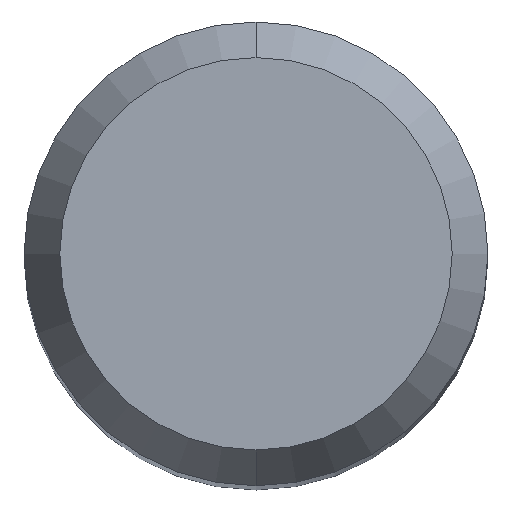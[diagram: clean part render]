
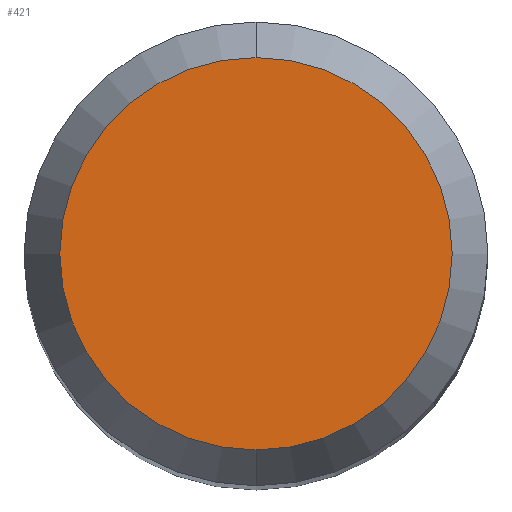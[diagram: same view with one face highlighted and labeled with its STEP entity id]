
A CAD part, top view. The second image highlights one B-rep face of the part: STEP entity #421.
In plain terms, the highlighted planar face has unit normal (0, 0, 1).
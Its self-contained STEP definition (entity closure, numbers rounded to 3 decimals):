
#259=EDGE_CURVE('',#309,#437,#560,.T.);
#309=VERTEX_POINT('',#615);
#385=EDGE_CURVE('',#437,#309,#695,.T.);
#421=ADVANCED_FACE('',(#736),#737,.T.);
#437=VERTEX_POINT('',#755);
#560=CIRCLE('',#1007,2.538);
#615=CARTESIAN_POINT('',(0.0,2.538,0.0));
#695=CIRCLE('',#1292,2.538);
#736=FACE_OUTER_BOUND('',#1349,.T.);
#737=PLANE('',#1350);
#755=CARTESIAN_POINT('',(0.,-2.538,0.0));
#1007=AXIS2_PLACEMENT_3D('',#1499,#1500,#1501);
#1292=AXIS2_PLACEMENT_3D('',#1625,#1626,#1627);
#1349=EDGE_LOOP('',(#1683,#1684));
#1350=AXIS2_PLACEMENT_3D('',#1685,#1686,#1687);
#1499=CARTESIAN_POINT('',(0.0,0.0,0.0));
#1500=DIRECTION('',(0.0,0.0,-1.0));
#1501=DIRECTION('',(0.0,1.0,0.0));
#1625=CARTESIAN_POINT('',(0.0,0.0,0.0));
#1626=DIRECTION('',(0.0,0.0,-1.0));
#1627=DIRECTION('',(0.0,1.0,0.0));
#1683=ORIENTED_EDGE('',*,*,#259,.F.);
#1684=ORIENTED_EDGE('',*,*,#385,.F.);
#1685=CARTESIAN_POINT('',(0.0,1.269,0.0));
#1686=DIRECTION('',(-0.0,0.0,1.0));
#1687=DIRECTION('',(0.0,-1.0,0.0));
